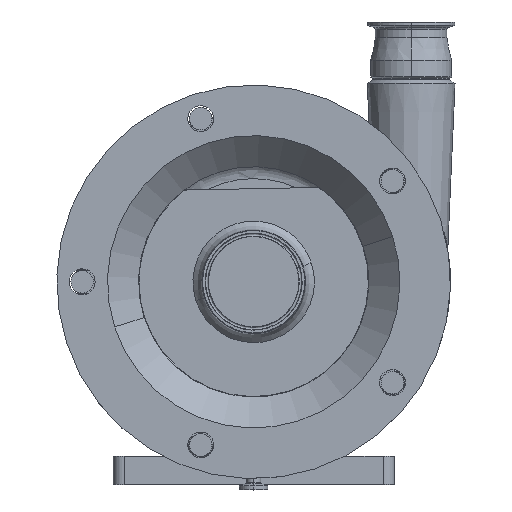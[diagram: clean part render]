
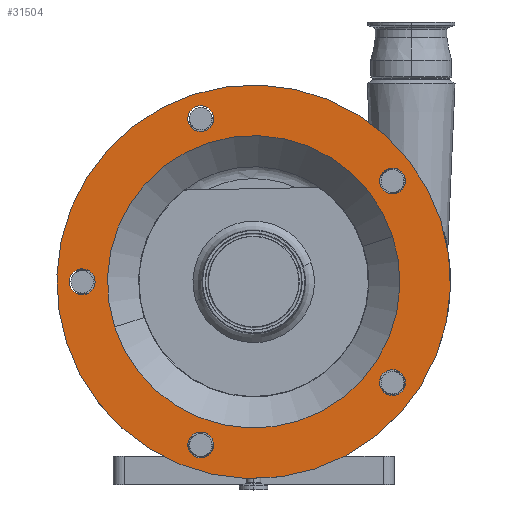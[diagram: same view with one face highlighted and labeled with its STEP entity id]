
A CAD part, top view. The second image highlights one B-rep face of the part: STEP entity #31504.
In plain terms, the highlighted planar face has unit normal (0, 0, 1).
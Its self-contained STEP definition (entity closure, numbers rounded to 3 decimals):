
#13903 = AXIS2_PLACEMENT_3D ( 'NONE', #13963, #14098, #14078 ) ;
#13904 = PLANE ( 'NONE',  #13903 ) ;
#13963 = CARTESIAN_POINT ( 'NONE',  ( -54.078, 166.435, 224.65 ) ) ;
#13965 = FACE_BOUND ( 'NONE', #30968, .T. ) ;
#14029 = FACE_BOUND ( 'NONE', #31313, .T. ) ;
#14075 = FACE_BOUND ( 'NONE', #31370, .T. ) ;
#14076 = FACE_OUTER_BOUND ( 'NONE', #31482, .T. ) ;
#14078 = DIRECTION ( 'NONE',  ( -0.951, -0.309, 0. ) ) ;
#14080 = FACE_BOUND ( 'NONE', #31296, .T. ) ;
#14088 = FACE_BOUND ( 'NONE', #31341, .T. ) ;
#14098 = DIRECTION ( 'NONE',  ( 0., 0., -1. ) ) ;
#14099 = FACE_BOUND ( 'NONE', #31511, .T. ) ;
#14385 = DIRECTION ( 'NONE',  ( 0.951, 0.309, 0. ) ) ;
#14387 = DIRECTION ( 'NONE',  ( 0., 0., 1. ) ) ;
#14389 = CARTESIAN_POINT ( 'NONE',  ( 0., 0., 224.65 ) ) ;
#14390 = AXIS2_PLACEMENT_3D ( 'NONE', #14389, #14387, #14385 ) ;
#14392 = CIRCLE ( 'NONE', #14390, 130. ) ;
#26769 = AXIS2_PLACEMENT_3D ( 'NONE', #26895, #26858, #26899 ) ;
#26783 = CIRCLE ( 'NONE', #26769, 11.5 ) ;
#26811 = DIRECTION ( 'NONE',  ( 0.951, 0.309, 0. ) ) ;
#26812 = AXIS2_PLACEMENT_3D ( 'NONE', #26897, #26854, #26811 ) ;
#26813 = CIRCLE ( 'NONE', #26812, 175. ) ;
#26854 = DIRECTION ( 'NONE',  ( 0., 0., 1. ) ) ;
#26858 = DIRECTION ( 'NONE',  ( 0., 0., 1. ) ) ;
#26895 = CARTESIAN_POINT ( 'NONE',  ( 123.375, 89.637, 224.65 ) ) ;
#26897 = CARTESIAN_POINT ( 'NONE',  ( 0., 0., 224.65 ) ) ;
#26899 = DIRECTION ( 'NONE',  ( 0.951, 0.309, 0. ) ) ;
#28042 = DIRECTION ( 'NONE',  ( 0.951, 0.309, 0. ) ) ;
#28043 = DIRECTION ( 'NONE',  ( 0., 0., 1. ) ) ;
#28044 = AXIS2_PLACEMENT_3D ( 'NONE', #28098, #28043, #28042 ) ;
#28048 = CIRCLE ( 'NONE', #28059, 11.5 ) ;
#28056 = DIRECTION ( 'NONE',  ( 0.951, 0.309, 0. ) ) ;
#28057 = DIRECTION ( 'NONE',  ( 0., 0., 1. ) ) ;
#28058 = CARTESIAN_POINT ( 'NONE',  ( -47.125, -145.036, 224.65 ) ) ;
#28059 = AXIS2_PLACEMENT_3D ( 'NONE', #28058, #28057, #28056 ) ;
#28094 = DIRECTION ( 'NONE',  ( 0.951, 0.309, 0. ) ) ;
#28095 = DIRECTION ( 'NONE',  ( 0., 0., 1. ) ) ;
#28096 = CARTESIAN_POINT ( 'NONE',  ( -152.5, 0., 224.65 ) ) ;
#28097 = AXIS2_PLACEMENT_3D ( 'NONE', #28096, #28095, #28094 ) ;
#28098 = CARTESIAN_POINT ( 'NONE',  ( 123.375, -89.637, 224.65 ) ) ;
#28099 = CIRCLE ( 'NONE', #28044, 11.5 ) ;
#28102 = DIRECTION ( 'NONE',  ( 0.951, 0.309, 0. ) ) ;
#28103 = DIRECTION ( 'NONE',  ( 0., 0., 1. ) ) ;
#28104 = CARTESIAN_POINT ( 'NONE',  ( -47.125, 145.036, 224.65 ) ) ;
#28105 = AXIS2_PLACEMENT_3D ( 'NONE', #28104, #28103, #28102 ) ;
#28106 = CIRCLE ( 'NONE', #28105, 11.5 ) ;
#28110 = CIRCLE ( 'NONE', #28097, 11.5 ) ;
#28564 = DIRECTION ( 'NONE',  ( 0., 0., 1. ) ) ;
#28576 = DIRECTION ( 'NONE',  ( 0.951, 0.309, 0. ) ) ;
#28577 = AXIS2_PLACEMENT_3D ( 'NONE', #28692, #28564, #28576 ) ;
#28578 = CIRCLE ( 'NONE', #28577, 11.5 ) ;
#28689 = CARTESIAN_POINT ( 'NONE',  ( -141.563, 3.554, 224.65 ) ) ;
#28692 = CARTESIAN_POINT ( 'NONE',  ( -152.5, 0., 224.65 ) ) ;
#28729 = EDGE_CURVE ( 'NONE', #28731, #28732, #33460, .T. ) ;
#28731 = VERTEX_POINT ( 'NONE', #33446 ) ;
#28732 = VERTEX_POINT ( 'NONE', #33463 ) ;
#28733 = EDGE_CURVE ( 'NONE', #28744, #28734, #33461, .T. ) ;
#28734 = VERTEX_POINT ( 'NONE', #33440 ) ;
#28744 = VERTEX_POINT ( 'NONE', #33452 ) ;
#28745 = EDGE_CURVE ( 'NONE', #28750, #28747, #33410, .T. ) ;
#28747 = VERTEX_POINT ( 'NONE', #33420 ) ;
#28750 = VERTEX_POINT ( 'NONE', #33370 ) ;
#28754 = VERTEX_POINT ( 'NONE', #33367 ) ;
#29261 = VERTEX_POINT ( 'NONE', #35241 ) ;
#29264 = EDGE_CURVE ( 'NONE', #29275, #29272, #35168, .T. ) ;
#29272 = VERTEX_POINT ( 'NONE', #35162 ) ;
#29275 = VERTEX_POINT ( 'NONE', #35294 ) ;
#29283 = EDGE_CURVE ( 'NONE', #29289, #29291, #35256, .T. ) ;
#29289 = VERTEX_POINT ( 'NONE', #35270 ) ;
#29291 = VERTEX_POINT ( 'NONE', #35248 ) ;
#29298 = VERTEX_POINT ( 'NONE', #35201 ) ;
#29334 = EDGE_CURVE ( 'NONE', #29261, #29298, #35133, .T. ) ;
#29373 = VERTEX_POINT ( 'NONE', #28689 ) ;
#29374 = EDGE_CURVE ( 'NONE', #28754, #29373, #28578, .T. ) ;
#30966 = EDGE_CURVE ( 'NONE', #29272, #29275, #26783, .T. ) ;
#30967 = ORIENTED_EDGE ( 'NONE', *, *, #28729, .F. ) ;
#30968 = EDGE_LOOP ( 'NONE', ( #31483, #31461 ) ) ;
#30969 = ORIENTED_EDGE ( 'NONE', *, *, #28745, .F. ) ;
#30978 = EDGE_CURVE ( 'NONE', #29291, #29289, #26813, .T. ) ;
#31296 = EDGE_LOOP ( 'NONE', ( #31491, #31489 ) ) ;
#31313 = EDGE_LOOP ( 'NONE', ( #31503, #30969 ) ) ;
#31320 = ORIENTED_EDGE ( 'NONE', *, *, #31521, .F. ) ;
#31333 = EDGE_CURVE ( 'NONE', #28732, #28731, #28048, .T. ) ;
#31341 = EDGE_LOOP ( 'NONE', ( #31505, #30967 ) ) ;
#31342 = EDGE_CURVE ( 'NONE', #29298, #29261, #28106, .T. ) ;
#31344 = EDGE_CURVE ( 'NONE', #29373, #28754, #28110, .T. ) ;
#31348 = EDGE_CURVE ( 'NONE', #28747, #28750, #28099, .T. ) ;
#31369 = ORIENTED_EDGE ( 'NONE', *, *, #28733, .F. ) ;
#31370 = EDGE_LOOP ( 'NONE', ( #31320, #31369 ) ) ;
#31461 = ORIENTED_EDGE ( 'NONE', *, *, #29264, .F. ) ;
#31482 = EDGE_LOOP ( 'NONE', ( #31488, #31522 ) ) ;
#31483 = ORIENTED_EDGE ( 'NONE', *, *, #30966, .F. ) ;
#31488 = ORIENTED_EDGE ( 'NONE', *, *, #29283, .T. ) ;
#31489 = ORIENTED_EDGE ( 'NONE', *, *, #29334, .F. ) ;
#31491 = ORIENTED_EDGE ( 'NONE', *, *, #31342, .F. ) ;
#31503 = ORIENTED_EDGE ( 'NONE', *, *, #31348, .F. ) ;
#31504 = ADVANCED_FACE ( 'NONE', ( #14099, #14088, #14029, #13965, #14080, #14076, #14075 ), #13904, .F. ) ;
#31505 = ORIENTED_EDGE ( 'NONE', *, *, #31333, .F. ) ;
#31506 = ORIENTED_EDGE ( 'NONE', *, *, #29374, .F. ) ;
#31507 = ORIENTED_EDGE ( 'NONE', *, *, #31344, .F. ) ;
#31511 = EDGE_LOOP ( 'NONE', ( #31507, #31506 ) ) ;
#31521 = EDGE_CURVE ( 'NONE', #28734, #28744, #14392, .T. ) ;
#31522 = ORIENTED_EDGE ( 'NONE', *, *, #30978, .T. ) ;
#33367 = CARTESIAN_POINT ( 'NONE',  ( -163.437, -3.554, 224.65 ) ) ;
#33370 = CARTESIAN_POINT ( 'NONE',  ( 112.438, -93.191, 224.65 ) ) ;
#33381 = DIRECTION ( 'NONE',  ( 0.951, 0.309, 0. ) ) ;
#33382 = DIRECTION ( 'NONE',  ( 0., 0., 1. ) ) ;
#33383 = AXIS2_PLACEMENT_3D ( 'NONE', #33416, #33382, #33381 ) ;
#33410 = CIRCLE ( 'NONE', #33383, 11.5 ) ;
#33416 = CARTESIAN_POINT ( 'NONE',  ( 123.375, -89.637, 224.65 ) ) ;
#33420 = CARTESIAN_POINT ( 'NONE',  ( 134.312, -86.084, 224.65 ) ) ;
#33437 = DIRECTION ( 'NONE',  ( 0.951, 0.309, 0. ) ) ;
#33438 = DIRECTION ( 'NONE',  ( 0., 0., 1. ) ) ;
#33439 = CARTESIAN_POINT ( 'NONE',  ( 0., 0., 224.65 ) ) ;
#33440 = CARTESIAN_POINT ( 'NONE',  ( 123.637, 40.172, 224.65 ) ) ;
#33442 = AXIS2_PLACEMENT_3D ( 'NONE', #33439, #33438, #33437 ) ;
#33443 = DIRECTION ( 'NONE',  ( 0.951, 0.309, 0. ) ) ;
#33444 = DIRECTION ( 'NONE',  ( 0., 0., 1. ) ) ;
#33445 = CARTESIAN_POINT ( 'NONE',  ( -47.125, -145.036, 224.65 ) ) ;
#33446 = CARTESIAN_POINT ( 'NONE',  ( -58.062, -148.59, 224.65 ) ) ;
#33447 = AXIS2_PLACEMENT_3D ( 'NONE', #33445, #33444, #33443 ) ;
#33452 = CARTESIAN_POINT ( 'NONE',  ( -123.637, -40.172, 224.65 ) ) ;
#33460 = CIRCLE ( 'NONE', #33447, 11.5 ) ;
#33461 = CIRCLE ( 'NONE', #33442, 130. ) ;
#33463 = CARTESIAN_POINT ( 'NONE',  ( -36.188, -141.482, 224.65 ) ) ;
#35115 = DIRECTION ( 'NONE',  ( 0.951, 0.309, 0. ) ) ;
#35116 = DIRECTION ( 'NONE',  ( 0., 0., 1. ) ) ;
#35131 = CARTESIAN_POINT ( 'NONE',  ( -47.125, 145.036, 224.65 ) ) ;
#35133 = CIRCLE ( 'NONE', #35138, 11.5 ) ;
#35138 = AXIS2_PLACEMENT_3D ( 'NONE', #35131, #35116, #35115 ) ;
#35162 = CARTESIAN_POINT ( 'NONE',  ( 134.312, 93.191, 224.65 ) ) ;
#35167 = AXIS2_PLACEMENT_3D ( 'NONE', #35313, #35312, #35311 ) ;
#35168 = CIRCLE ( 'NONE', #35167, 11.5 ) ;
#35201 = CARTESIAN_POINT ( 'NONE',  ( -36.188, 148.59, 224.65 ) ) ;
#35241 = CARTESIAN_POINT ( 'NONE',  ( -58.062, 141.482, 224.65 ) ) ;
#35248 = CARTESIAN_POINT ( 'NONE',  ( -166.435, -54.078, 224.65 ) ) ;
#35249 = DIRECTION ( 'NONE',  ( 0.951, 0.309, 0. ) ) ;
#35250 = DIRECTION ( 'NONE',  ( 0., 0., 1. ) ) ;
#35251 = CARTESIAN_POINT ( 'NONE',  ( 0., 0., 224.65 ) ) ;
#35256 = CIRCLE ( 'NONE', #35273, 175. ) ;
#35270 = CARTESIAN_POINT ( 'NONE',  ( 166.435, 54.078, 224.65 ) ) ;
#35273 = AXIS2_PLACEMENT_3D ( 'NONE', #35251, #35250, #35249 ) ;
#35294 = CARTESIAN_POINT ( 'NONE',  ( 112.438, 86.084, 224.65 ) ) ;
#35311 = DIRECTION ( 'NONE',  ( 0.951, 0.309, 0. ) ) ;
#35312 = DIRECTION ( 'NONE',  ( 0., 0., 1. ) ) ;
#35313 = CARTESIAN_POINT ( 'NONE',  ( 123.375, 89.637, 224.65 ) ) ;
